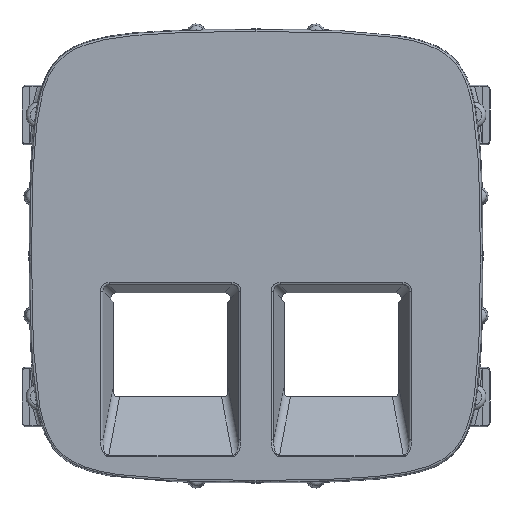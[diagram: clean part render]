
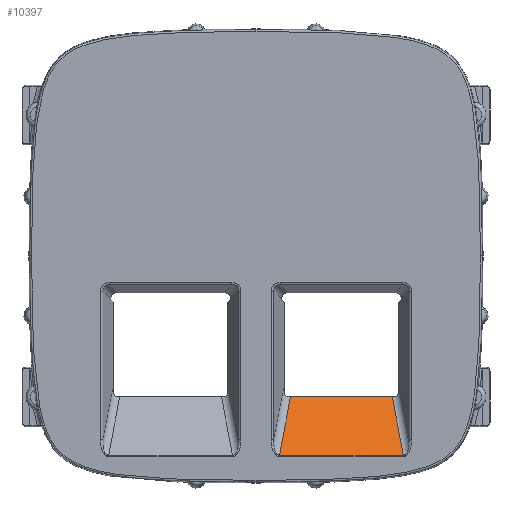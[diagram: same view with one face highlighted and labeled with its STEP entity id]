
A CAD part, top view. The second image highlights one B-rep face of the part: STEP entity #10397.
In plain terms, the highlighted planar face has unit normal (0, 0.463, 0.887).
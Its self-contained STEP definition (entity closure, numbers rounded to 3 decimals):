
#10369=AXIS2_PLACEMENT_3D('Plane Axis2P3D',#10366,#10367,#10368) ;
#10267=CARTESIAN_POINT('Vertex',(4.041,-16.5,7.7)) ;
#10270=CARTESIAN_POINT('Line Origine',(2.395,-16.5,7.7)) ;
#10274=CARTESIAN_POINT('Vertex',(10.,-16.5,7.7)) ;
#10277=CARTESIAN_POINT('Line Origine',(2.395,-16.5,7.7)) ;
#10281=CARTESIAN_POINT('Vertex',(15.959,-16.5,7.7)) ;
#10366=CARTESIAN_POINT('Axis2P3D Location',(16.7,-16.5,7.7)) ;
#10371=CARTESIAN_POINT('Line Origine',(10.,-23.335,11.266)) ;
#10375=CARTESIAN_POINT('Vertex',(17.256,-23.335,11.266)) ;
#10377=CARTESIAN_POINT('Vertex',(2.744,-23.335,11.266)) ;
#10380=CARTESIAN_POINT('Line Origine',(16.607,-19.917,9.483)) ;
#10385=CARTESIAN_POINT('Line Origine',(3.393,-19.917,9.483)) ;
#10271=DIRECTION('Vector Direction',(-1.,0.,0.)) ;
#10278=DIRECTION('Vector Direction',(-1.,0.,0.)) ;
#10367=DIRECTION('Axis2P3D Direction',(-0.,-0.463,-0.887)) ;
#10368=DIRECTION('Axis2P3D XDirection',(0.,-0.887,0.463)) ;
#10372=DIRECTION('Vector Direction',(-1.,0.,0.)) ;
#10381=DIRECTION('Vector Direction',(0.166,-0.874,0.456)) ;
#10386=DIRECTION('Vector Direction',(-0.166,-0.874,0.456)) ;
#10272=VECTOR('Line Direction',#10271,1.) ;
#10279=VECTOR('Line Direction',#10278,1.) ;
#10373=VECTOR('Line Direction',#10372,1.) ;
#10382=VECTOR('Line Direction',#10381,1.) ;
#10387=VECTOR('Line Direction',#10386,1.) ;
#10391=ORIENTED_EDGE('',*,*,#10379,.F.) ;
#10392=ORIENTED_EDGE('',*,*,#10384,.F.) ;
#10393=ORIENTED_EDGE('',*,*,#10283,.F.) ;
#10394=ORIENTED_EDGE('',*,*,#10276,.T.) ;
#10395=ORIENTED_EDGE('',*,*,#10389,.T.) ;
#10397=ADVANCED_FACE('PartBody',(#10396),#10370,.F.) ;
#10276=EDGE_CURVE('',#10275,#10268,#10273,.T.) ;
#10283=EDGE_CURVE('',#10275,#10282,#10280,.F.) ;
#10379=EDGE_CURVE('',#10376,#10378,#10374,.T.) ;
#10384=EDGE_CURVE('',#10282,#10376,#10383,.T.) ;
#10389=EDGE_CURVE('',#10268,#10378,#10388,.T.) ;
#10390=EDGE_LOOP('',(#10391,#10392,#10393,#10394,#10395)) ;
#10396=FACE_OUTER_BOUND('',#10390,.T.) ;
#10273=LINE('Line',#10270,#10272) ;
#10280=LINE('Line',#10277,#10279) ;
#10374=LINE('Line',#10371,#10373) ;
#10383=LINE('Line',#10380,#10382) ;
#10388=LINE('Line',#10385,#10387) ;
#10370=PLANE('',#10369) ;
#10268=VERTEX_POINT('',#10267) ;
#10275=VERTEX_POINT('',#10274) ;
#10282=VERTEX_POINT('',#10281) ;
#10376=VERTEX_POINT('',#10375) ;
#10378=VERTEX_POINT('',#10377) ;
